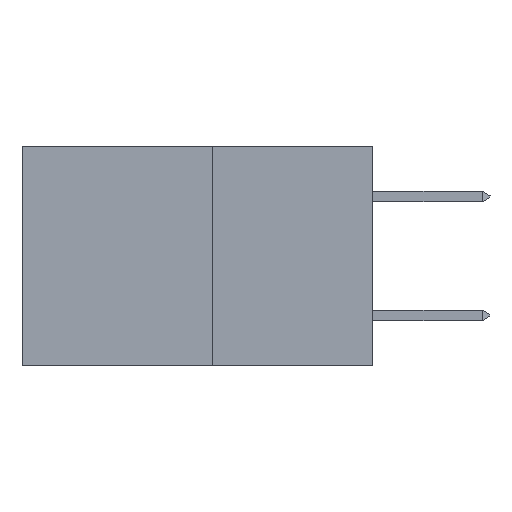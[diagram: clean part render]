
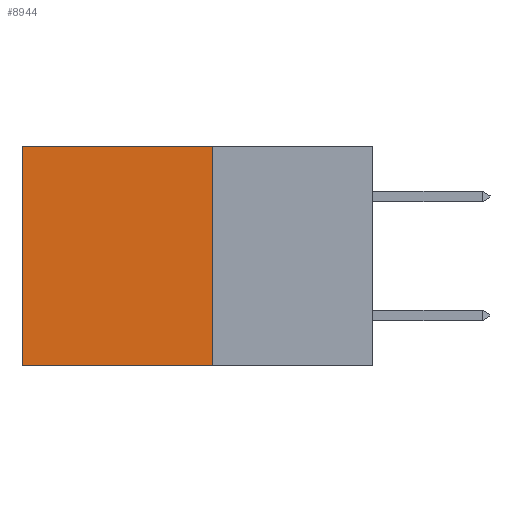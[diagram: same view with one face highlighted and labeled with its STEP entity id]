
A CAD part, left-side view. The second image highlights one B-rep face of the part: STEP entity #8944.
In plain terms, the highlighted planar face has unit normal (-1, 0, 0).
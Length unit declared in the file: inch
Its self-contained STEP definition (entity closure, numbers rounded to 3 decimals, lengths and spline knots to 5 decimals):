
#172 = CARTESIAN_POINT ( 'NONE',  ( 0.277, 0.27, -0.37 ) ) ;
#367 = EDGE_CURVE ( 'NONE', #10879, #3339, #13761, .T. ) ;
#1149 = EDGE_CURVE ( 'NONE', #1434, #2902, #22027, .T. ) ;
#1268 = DIRECTION ( 'NONE',  ( 0., 1., 0. ) ) ;
#1434 = VERTEX_POINT ( 'NONE', #12498 ) ;
#1743 = CARTESIAN_POINT ( 'NONE',  ( 0.277, 0.27, 0. ) ) ;
#1917 = DIRECTION ( 'NONE',  ( 0., 0., -1. ) ) ;
#2653 = VECTOR ( 'NONE', #17595, 39.37008 ) ;
#2854 = LINE ( 'NONE', #17284, #21159 ) ;
#2902 = VERTEX_POINT ( 'NONE', #19373 ) ;
#3339 = VERTEX_POINT ( 'NONE', #6758 ) ;
#3439 = EDGE_LOOP ( 'NONE', ( #18048, #17218, #13993, #3714 ) ) ;
#3714 = ORIENTED_EDGE ( 'NONE', *, *, #6585, .T. ) ;
#3749 = VECTOR ( 'NONE', #18574, 39.37008 ) ;
#6585 = EDGE_CURVE ( 'NONE', #1434, #10879, #21532, .T. ) ;
#6758 = CARTESIAN_POINT ( 'NONE',  ( 0.277, 0.59, -0.37 ) ) ;
#7597 = DIRECTION ( 'NONE',  ( 0., 0., -1. ) ) ;
#7875 = VECTOR ( 'NONE', #7597, 39.37008 ) ;
#8042 = AXIS2_PLACEMENT_3D ( 'NONE', #172, #12606, #1917 ) ;
#8889 = CARTESIAN_POINT ( 'NONE',  ( 0.277, 0.27, -0.37 ) ) ;
#8944 = ADVANCED_FACE ( 'NONE', ( #18138 ), #16146, .F. ) ;
#10879 = VERTEX_POINT ( 'NONE', #17320 ) ;
#12498 = CARTESIAN_POINT ( 'NONE',  ( 0.277, 0.27, 0. ) ) ;
#12606 = DIRECTION ( 'NONE',  ( 1., 0., 0. ) ) ;
#13761 = LINE ( 'NONE', #15247, #3749 ) ;
#13993 = ORIENTED_EDGE ( 'NONE', *, *, #1149, .F. ) ;
#15247 = CARTESIAN_POINT ( 'NONE',  ( 0.277, 0.59, -0.37 ) ) ;
#16146 = PLANE ( 'NONE',  #8042 ) ;
#17218 = ORIENTED_EDGE ( 'NONE', *, *, #21485, .F. ) ;
#17284 = CARTESIAN_POINT ( 'NONE',  ( 0.277, 0.27, -0.37 ) ) ;
#17320 = CARTESIAN_POINT ( 'NONE',  ( 0.277, 0.59, 0. ) ) ;
#17595 = DIRECTION ( 'NONE',  ( 0., 1., 0. ) ) ;
#18048 = ORIENTED_EDGE ( 'NONE', *, *, #367, .T. ) ;
#18138 = FACE_OUTER_BOUND ( 'NONE', #3439, .T. ) ;
#18574 = DIRECTION ( 'NONE',  ( 0., 0., -1. ) ) ;
#19373 = CARTESIAN_POINT ( 'NONE',  ( 0.277, 0.27, -0.37 ) ) ;
#21159 = VECTOR ( 'NONE', #1268, 39.37008 ) ;
#21485 = EDGE_CURVE ( 'NONE', #2902, #3339, #2854, .T. ) ;
#21532 = LINE ( 'NONE', #1743, #2653 ) ;
#22027 = LINE ( 'NONE', #8889, #7875 ) ;
